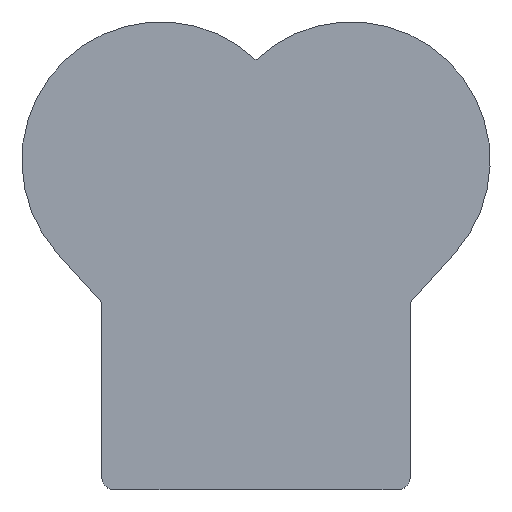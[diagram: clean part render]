
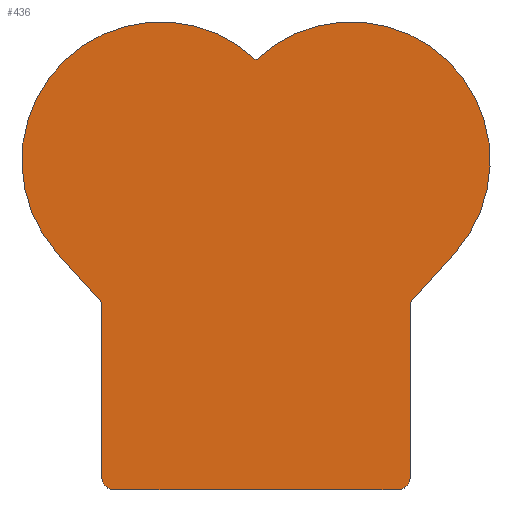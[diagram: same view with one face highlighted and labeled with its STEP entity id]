
A CAD part, top view. The second image highlights one B-rep face of the part: STEP entity #436.
In plain terms, the highlighted planar face has unit normal (0, 0, 1).
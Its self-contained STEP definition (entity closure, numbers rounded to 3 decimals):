
#24 = VERTEX_POINT('',#25);
#25 = CARTESIAN_POINT('',(0.001,-6.096,2.02));
#31 = EDGE_CURVE('',#24,#32,#34,.T.);
#32 = VERTEX_POINT('',#33);
#33 = CARTESIAN_POINT('',(-0.075,-6.091,2.02));
#34 = CIRCLE('',#35,0.598);
#35 = AXIS2_PLACEMENT_3D('',#36,#37,#38);
#36 = CARTESIAN_POINT('',(0.,-5.497,2.02));
#37 = DIRECTION('',(0.,0.,-1.));
#38 = DIRECTION('',(1.,0.001,0.));
#66 = VERTEX_POINT('',#67);
#67 = CARTESIAN_POINT('',(5.157,-6.091,2.02));
#73 = EDGE_CURVE('',#66,#24,#74,.T.);
#74 = LINE('',#75,#76);
#75 = CARTESIAN_POINT('',(5.157,-6.091,2.02));
#76 = VECTOR('',#77,1.);
#77 = DIRECTION('',(-1.,-0.001,0.));
#95 = EDGE_CURVE('',#66,#96,#98,.T.);
#96 = VERTEX_POINT('',#97);
#97 = CARTESIAN_POINT('',(7.149,-6.091,2.02));
#98 = LINE('',#99,#100);
#99 = CARTESIAN_POINT('',(5.157,-6.091,2.02));
#100 = VECTOR('',#101,1.);
#101 = DIRECTION('',(1.,0.,0.));
#128 = VERTEX_POINT('',#129);
#129 = CARTESIAN_POINT('',(7.747,-5.493,2.02));
#135 = EDGE_CURVE('',#128,#96,#136,.T.);
#136 = CIRCLE('',#137,0.598);
#137 = AXIS2_PLACEMENT_3D('',#138,#139,#140);
#138 = CARTESIAN_POINT('',(7.149,-5.493,2.02));
#139 = DIRECTION('',(0.,0.,-1.));
#140 = DIRECTION('',(0.,1.,0.));
#159 = EDGE_CURVE('',#128,#160,#162,.T.);
#160 = VERTEX_POINT('',#161);
#161 = CARTESIAN_POINT('',(7.747,3.294,2.02));
#162 = LINE('',#163,#164);
#163 = CARTESIAN_POINT('',(7.747,-5.493,2.02));
#164 = VECTOR('',#165,1.);
#165 = DIRECTION('',(0.,1.,0.));
#190 = EDGE_CURVE('',#160,#191,#193,.T.);
#191 = VERTEX_POINT('',#192);
#192 = CARTESIAN_POINT('',(10.031,5.838,2.02));
#193 = LINE('',#194,#195);
#194 = CARTESIAN_POINT('',(7.747,3.294,2.02));
#195 = VECTOR('',#196,1.);
#196 = DIRECTION('',(0.668,0.744,0.));
#223 = VERTEX_POINT('',#224);
#224 = CARTESIAN_POINT('',(10.036,5.843,2.02));
#230 = EDGE_CURVE('',#223,#191,#231,.T.);
#231 = CIRCLE('',#232,0.598);
#232 = AXIS2_PLACEMENT_3D('',#233,#234,#235);
#233 = CARTESIAN_POINT('',(9.586,6.237,2.02));
#234 = DIRECTION('',(-0.,0.,-1.));
#235 = DIRECTION('',(-0.668,-0.744,0.));
#254 = EDGE_CURVE('',#223,#255,#257,.T.);
#255 = VERTEX_POINT('',#256);
#256 = CARTESIAN_POINT('',(0.,15.503,2.02));
#257 = CIRCLE('',#258,6.972);
#258 = AXIS2_PLACEMENT_3D('',#259,#260,#261);
#259 = CARTESIAN_POINT('',(4.793,10.439,2.02));
#260 = DIRECTION('',(0.,0.,1.));
#261 = DIRECTION('',(1.,0.,0.));
#287 = EDGE_CURVE('',#255,#288,#290,.T.);
#288 = VERTEX_POINT('',#289);
#289 = CARTESIAN_POINT('',(-10.036,5.843,2.02));
#290 = CIRCLE('',#291,6.972);
#291 = AXIS2_PLACEMENT_3D('',#292,#293,#294);
#292 = CARTESIAN_POINT('',(-4.793,10.44,2.02));
#293 = DIRECTION('',(0.,0.,1.));
#294 = DIRECTION('',(1.,0.,0.));
#322 = VERTEX_POINT('',#323);
#323 = CARTESIAN_POINT('',(-7.747,3.294,2.02));
#329 = EDGE_CURVE('',#322,#288,#330,.T.);
#330 = LINE('',#331,#332);
#331 = CARTESIAN_POINT('',(-7.747,3.294,2.02));
#332 = VECTOR('',#333,1.);
#333 = DIRECTION('',(-0.668,0.744,0.));
#353 = VERTEX_POINT('',#354);
#354 = CARTESIAN_POINT('',(-7.747,-5.493,2.02));
#360 = EDGE_CURVE('',#353,#322,#361,.T.);
#361 = LINE('',#362,#363);
#362 = CARTESIAN_POINT('',(-7.747,-5.493,2.02));
#363 = VECTOR('',#364,1.);
#364 = DIRECTION('',(0.,1.,0.));
#384 = VERTEX_POINT('',#385);
#385 = CARTESIAN_POINT('',(-7.149,-6.091,2.02));
#391 = EDGE_CURVE('',#384,#353,#392,.T.);
#392 = CIRCLE('',#393,0.598);
#393 = AXIS2_PLACEMENT_3D('',#394,#395,#396);
#394 = CARTESIAN_POINT('',(-7.149,-5.493,2.02));
#395 = DIRECTION('',(0.,-0.,-1.));
#396 = DIRECTION('',(1.,0.,0.));
#436 = ADVANCED_FACE('',(#437),#457,.T.);
#437 = FACE_BOUND('',#438,.T.);
#438 = EDGE_LOOP('',(#439,#440,#441,#442,#443,#449,#450,#451,#452,#453,
    #454,#455,#456));
#439 = ORIENTED_EDGE('',*,*,#287,.T.);
#440 = ORIENTED_EDGE('',*,*,#329,.F.);
#441 = ORIENTED_EDGE('',*,*,#360,.F.);
#442 = ORIENTED_EDGE('',*,*,#391,.F.);
#443 = ORIENTED_EDGE('',*,*,#444,.F.);
#444 = EDGE_CURVE('',#32,#384,#445,.T.);
#445 = LINE('',#446,#447);
#446 = CARTESIAN_POINT('',(-5.157,-6.091,2.02));
#447 = VECTOR('',#448,1.);
#448 = DIRECTION('',(-1.,0.,0.));
#449 = ORIENTED_EDGE('',*,*,#31,.F.);
#450 = ORIENTED_EDGE('',*,*,#73,.F.);
#451 = ORIENTED_EDGE('',*,*,#95,.T.);
#452 = ORIENTED_EDGE('',*,*,#135,.F.);
#453 = ORIENTED_EDGE('',*,*,#159,.T.);
#454 = ORIENTED_EDGE('',*,*,#190,.T.);
#455 = ORIENTED_EDGE('',*,*,#230,.F.);
#456 = ORIENTED_EDGE('',*,*,#254,.T.);
#457 = PLANE('',#458);
#458 = AXIS2_PLACEMENT_3D('',#459,#460,#461);
#459 = CARTESIAN_POINT('',(0.,5.674,2.02));
#460 = DIRECTION('',(0.,0.,1.));
#461 = DIRECTION('',(1.,0.,0.));
